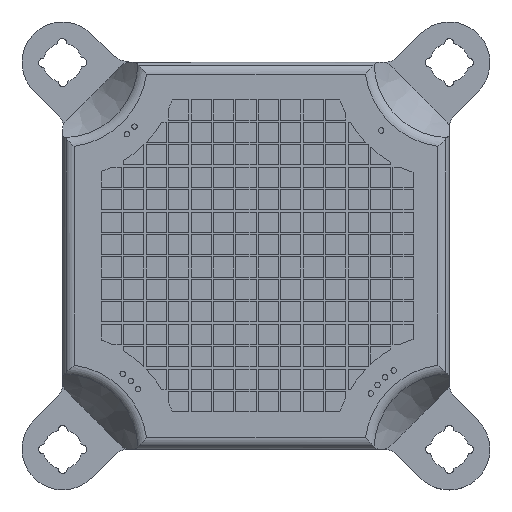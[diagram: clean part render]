
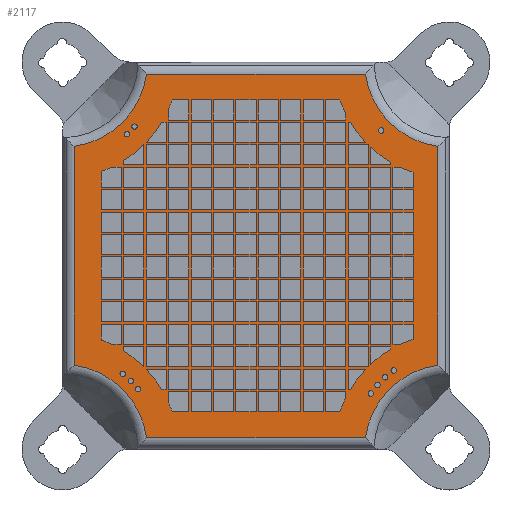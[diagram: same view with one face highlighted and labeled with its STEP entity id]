
A CAD part, top view. The second image highlights one B-rep face of the part: STEP entity #2117.
In plain terms, the highlighted planar face has unit normal (0, 0, 1).
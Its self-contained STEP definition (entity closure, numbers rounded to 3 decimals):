
#2117=ADVANCED_FACE('',(#3547),#3548,.T.);
#3547=FACE_OUTER_BOUND('',#6186,.T.);
#3548=PLANE('',#6187);
#6186=EDGE_LOOP('',(#8957,#8958,#8959,#8960,#8961,#8962,#8963,#8964));
#6187=AXIS2_PLACEMENT_3D('',#8965,#8966,#8967);
#8957=ORIENTED_EDGE('',*,*,#17748,.F.);
#8958=ORIENTED_EDGE('',*,*,#17788,.F.);
#8959=ORIENTED_EDGE('',*,*,#17760,.F.);
#8960=ORIENTED_EDGE('',*,*,#17772,.F.);
#8961=ORIENTED_EDGE('',*,*,#17756,.F.);
#8962=ORIENTED_EDGE('',*,*,#17779,.F.);
#8963=ORIENTED_EDGE('',*,*,#17752,.F.);
#8964=ORIENTED_EDGE('',*,*,#17786,.F.);
#8965=CARTESIAN_POINT('',(-59.747,-250.0,373.78));
#8966=DIRECTION('',(0.0,0.0,1.0));
#8967=DIRECTION('',(-1.0,0.0,0.0));
#17748=EDGE_CURVE('',#20499,#20501,#20502,.T.);
#17752=EDGE_CURVE('',#20507,#20509,#20510,.T.);
#17756=EDGE_CURVE('',#20515,#20517,#20518,.T.);
#17760=EDGE_CURVE('',#20523,#20525,#20526,.T.);
#17772=EDGE_CURVE('',#20517,#20523,#20546,.T.);
#17779=EDGE_CURVE('',#20509,#20515,#20557,.T.);
#17786=EDGE_CURVE('',#20501,#20507,#20568,.T.);
#17788=EDGE_CURVE('',#20525,#20499,#20570,.T.);
#20499=VERTEX_POINT('',#24960);
#20501=VERTEX_POINT('',#24971);
#20502=LINE('',#24972,#24973);
#20507=VERTEX_POINT('',#24988);
#20509=VERTEX_POINT('',#24999);
#20510=LINE('',#25000,#25001);
#20515=VERTEX_POINT('',#25016);
#20517=VERTEX_POINT('',#25027);
#20518=LINE('',#25028,#25029);
#20523=VERTEX_POINT('',#25044);
#20525=VERTEX_POINT('',#25055);
#20526=LINE('',#25056,#25057);
#20546=CIRCLE('',#25152,109.57);
#20557=CIRCLE('',#25196,109.57);
#20568=CIRCLE('',#25240,109.57);
#20570=CIRCLE('',#25242,109.57);
#24960=CARTESIAN_POINT('',(175.253,-108.539,373.78));
#24971=CARTESIAN_POINT('',(175.253,-391.461,373.78));
#24972=CARTESIAN_POINT('',(175.253,-250.0,373.78));
#24973=VECTOR('',#32057,1.0);
#24988=CARTESIAN_POINT('',(81.714,-485.0,373.78));
#24999=CARTESIAN_POINT('',(-201.208,-485.0,373.78));
#25000=CARTESIAN_POINT('',(-59.747,-485.0,373.78));
#25001=VECTOR('',#32059,1.0);
#25016=CARTESIAN_POINT('',(-294.747,-391.461,373.78));
#25027=CARTESIAN_POINT('',(-294.747,-108.539,373.78));
#25028=CARTESIAN_POINT('',(-294.747,-250.0,373.78));
#25029=VECTOR('',#32061,1.0);
#25044=CARTESIAN_POINT('',(-201.208,-15.0,373.78));
#25055=CARTESIAN_POINT('',(81.714,-15.0,373.78));
#25056=CARTESIAN_POINT('',(-59.747,-15.0,373.78));
#25057=VECTOR('',#32063,1.0);
#25152=AXIS2_PLACEMENT_3D('',#32066,#32067,#32068);
#25196=AXIS2_PLACEMENT_3D('',#32073,#32074,#32075);
#25240=AXIS2_PLACEMENT_3D('',#32080,#32081,#32082);
#25242=AXIS2_PLACEMENT_3D('',#32086,#32087,#32088);
#32057=DIRECTION('',(0.0,-1.0,0.0));
#32059=DIRECTION('',(-1.0,0.0,0.0));
#32061=DIRECTION('',(0.,1.0,0.0));
#32063=DIRECTION('',(1.0,0.0,0.0));
#32066=CARTESIAN_POINT('',(-309.747,0.0,373.78));
#32067=DIRECTION('',(0.0,0.0,1.0));
#32068=DIRECTION('',(0.707,-0.707,0.0));
#32073=CARTESIAN_POINT('',(-309.747,-500.0,373.78));
#32074=DIRECTION('',(0.0,-0.0,1.0));
#32075=DIRECTION('',(0.707,0.707,0.0));
#32080=CARTESIAN_POINT('',(190.253,-500.0,373.78));
#32081=DIRECTION('',(0.0,0.0,1.0));
#32082=DIRECTION('',(-0.707,0.707,0.0));
#32086=CARTESIAN_POINT('',(190.253,0.0,373.78));
#32087=DIRECTION('',(0.0,0.0,1.0));
#32088=DIRECTION('',(-0.707,-0.707,0.0));
